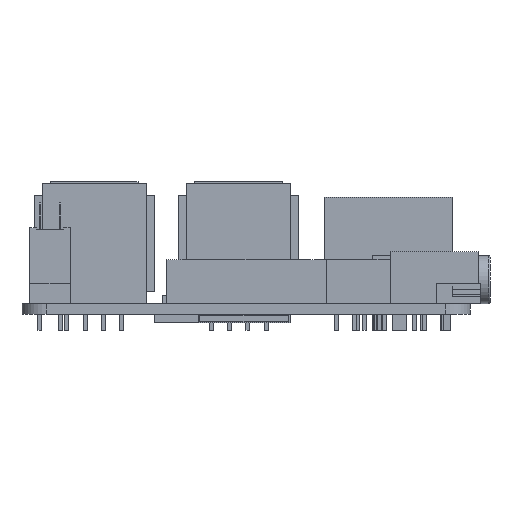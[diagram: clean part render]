
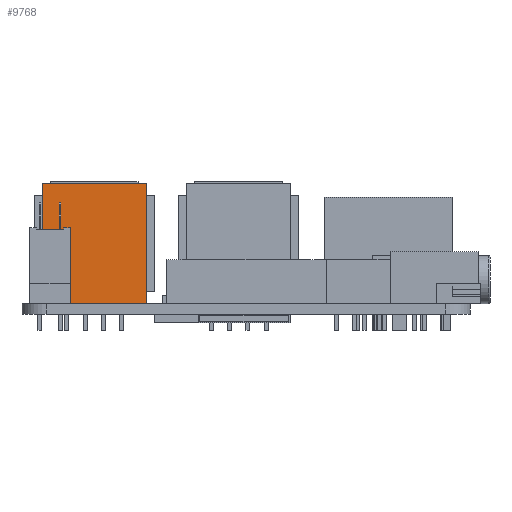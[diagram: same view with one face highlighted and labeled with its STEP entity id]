
A CAD part, left-side view. The second image highlights one B-rep face of the part: STEP entity #9768.
In plain terms, the highlighted planar face has unit normal (-1, 0, 0).
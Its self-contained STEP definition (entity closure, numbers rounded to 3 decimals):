
#3330 = VERTEX_POINT('',#3331);
#3331 = CARTESIAN_POINT('',(27.5,12.5,1.3));
#3337 = EDGE_CURVE('',#3338,#3330,#3340,.T.);
#3338 = VERTEX_POINT('',#3339);
#3339 = CARTESIAN_POINT('',(27.5,25.5,1.3));
#3340 = LINE('',#3341,#3342);
#3341 = CARTESIAN_POINT('',(27.5,25.5,1.3));
#3342 = VECTOR('',#3343,1.);
#3343 = DIRECTION('',(0.,-1.,0.));
#9728 = VERTEX_POINT('',#9729);
#9729 = CARTESIAN_POINT('',(27.5,12.5,16.3));
#9735 = EDGE_CURVE('',#9728,#3330,#9736,.T.);
#9736 = LINE('',#9737,#9738);
#9737 = CARTESIAN_POINT('',(27.5,12.5,16.3));
#9738 = VECTOR('',#9739,1.);
#9739 = DIRECTION('',(-0.,-0.,-1.));
#9768 = ADVANCED_FACE('',(#9769),#9787,.F.);
#9769 = FACE_BOUND('',#9770,.T.);
#9770 = EDGE_LOOP('',(#9771,#9772,#9773,#9781));
#9771 = ORIENTED_EDGE('',*,*,#3337,.T.);
#9772 = ORIENTED_EDGE('',*,*,#9735,.F.);
#9773 = ORIENTED_EDGE('',*,*,#9774,.F.);
#9774 = EDGE_CURVE('',#9775,#9728,#9777,.T.);
#9775 = VERTEX_POINT('',#9776);
#9776 = CARTESIAN_POINT('',(27.5,25.5,16.3));
#9777 = LINE('',#9778,#9779);
#9778 = CARTESIAN_POINT('',(27.5,25.5,16.3));
#9779 = VECTOR('',#9780,1.);
#9780 = DIRECTION('',(0.,-1.,0.));
#9781 = ORIENTED_EDGE('',*,*,#9782,.T.);
#9782 = EDGE_CURVE('',#9775,#3338,#9783,.T.);
#9783 = LINE('',#9784,#9785);
#9784 = CARTESIAN_POINT('',(27.5,25.5,16.3));
#9785 = VECTOR('',#9786,1.);
#9786 = DIRECTION('',(-0.,-0.,-1.));
#9787 = PLANE('',#9788);
#9788 = AXIS2_PLACEMENT_3D('',#9789,#9790,#9791);
#9789 = CARTESIAN_POINT('',(27.5,25.5,16.3));
#9790 = DIRECTION('',(1.,0.,0.));
#9791 = DIRECTION('',(0.,1.,0.));
